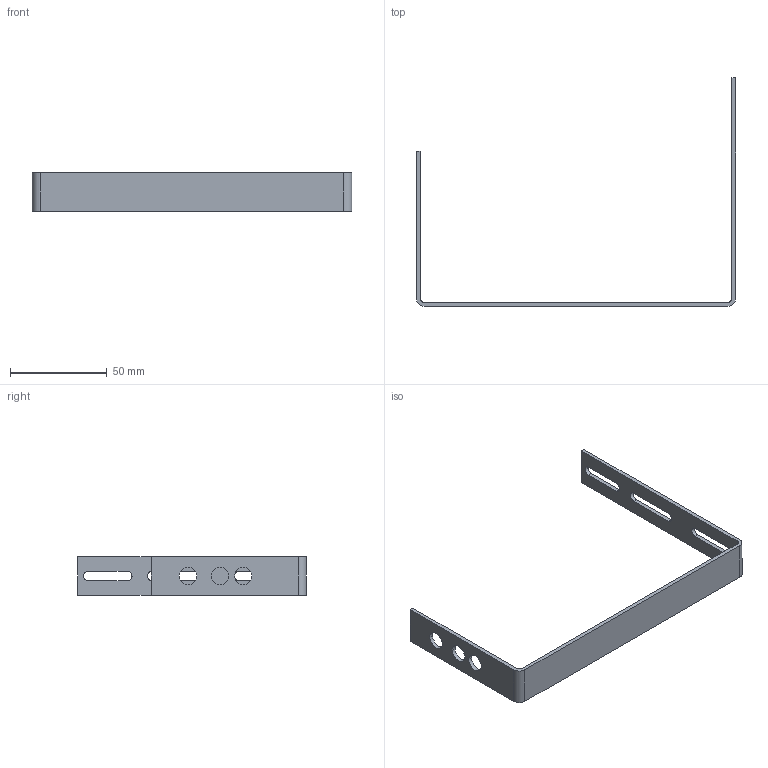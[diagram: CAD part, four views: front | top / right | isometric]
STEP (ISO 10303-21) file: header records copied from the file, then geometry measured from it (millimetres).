
FILE_DESCRIPTION((''),'2;1');
FILE_NAME('OETLZX58','2023-12-18T12:06:00',('FIJOROU'),(''),'CREO PARAMETRIC BY PTC INC, 2020184','CREO PARAMETRIC BY PTC INC, 2020184','');
FILE_SCHEMA(('AUTOMOTIVE_DESIGN { 1 0 10303 214 1 1 1 1 }'));
Length unit declared in the file: millimetre
Products named in the file (1): OETLZX58
Bounding box: 165 x 118 x 20 mm (x, y, z)
Volume: 13057.4 mm3; surface area: 15107.1 mm2
Topology: 1 solids, 1 shells, 32 faces, 90 edges, 60 vertices
Faces by surface type: plane 16, cylinder 16
Entity records: 2412 total; most frequent: DIRECTION 212, COLOUR_RGB 207, CARTESIAN_POINT 202, ORIENTED_EDGE 180, PRESENTATION_STYLE_ASSIGNMENT 127, STYLED_ITEM 95, CURVE_STYLE 94, EDGE_CURVE 90
